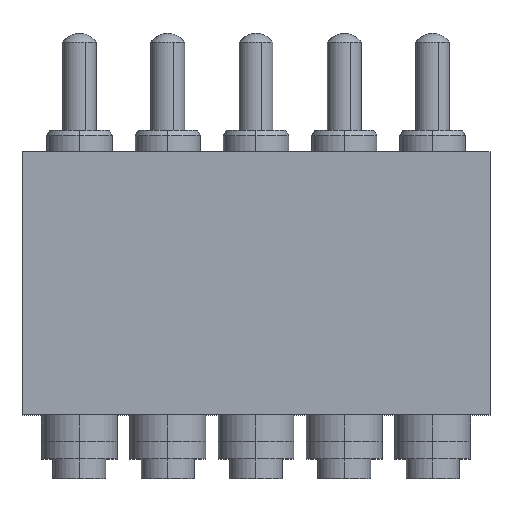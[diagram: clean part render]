
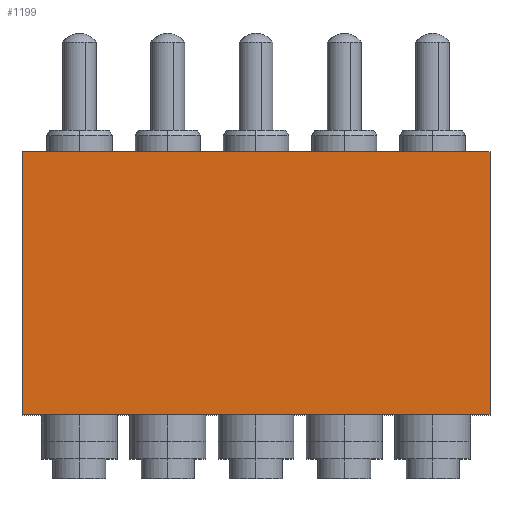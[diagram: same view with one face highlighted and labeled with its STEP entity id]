
A CAD part, top view. The second image highlights one B-rep face of the part: STEP entity #1199.
In plain terms, the highlighted planar face has unit normal (0, 0, 1).
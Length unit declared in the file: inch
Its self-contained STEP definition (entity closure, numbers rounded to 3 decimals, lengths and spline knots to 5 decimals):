
#79 = VECTOR ( 'NONE', #701, 39.37008 ) ;
#113 = CARTESIAN_POINT ( 'NONE',  ( 0., -0.149, 0. ) ) ;
#152 = CARTESIAN_POINT ( 'NONE',  ( 0.265, -0.149, 0. ) ) ;
#199 = CARTESIAN_POINT ( 'NONE',  ( 0., 0., 0. ) ) ;
#252 = CARTESIAN_POINT ( 'NONE',  ( 0.265, 0., 0. ) ) ;
#286 = LINE ( 'NONE', #1071, #670 ) ;
#387 = VERTEX_POINT ( 'NONE', #1315 ) ;
#395 = VERTEX_POINT ( 'NONE', #252 ) ;
#425 = CARTESIAN_POINT ( 'NONE',  ( 0.265, -0.149, 0. ) ) ;
#489 = ORIENTED_EDGE ( 'NONE', *, *, #1730, .T. ) ;
#497 = DIRECTION ( 'NONE',  ( 1., 0., 0. ) ) ;
#631 = EDGE_CURVE ( 'NONE', #716, #395, #1209, .T. ) ;
#633 = VERTEX_POINT ( 'NONE', #152 ) ;
#670 = VECTOR ( 'NONE', #1100, 39.37008 ) ;
#701 = DIRECTION ( 'NONE',  ( 1., 0., 0. ) ) ;
#716 = VERTEX_POINT ( 'NONE', #199 ) ;
#832 = EDGE_LOOP ( 'NONE', ( #1024, #1549, #1004, #489 ) ) ;
#892 = CARTESIAN_POINT ( 'NONE',  ( 0., -0.149, 0. ) ) ;
#925 = PLANE ( 'NONE',  #1644 ) ;
#1004 = ORIENTED_EDGE ( 'NONE', *, *, #1147, .T. ) ;
#1019 = LINE ( 'NONE', #892, #1167 ) ;
#1024 = ORIENTED_EDGE ( 'NONE', *, *, #631, .F. ) ;
#1064 = FACE_OUTER_BOUND ( 'NONE', #832, .T. ) ;
#1071 = CARTESIAN_POINT ( 'NONE',  ( 0., -0.149, 0. ) ) ;
#1100 = DIRECTION ( 'NONE',  ( 0., 1., 0. ) ) ;
#1124 = LINE ( 'NONE', #425, #1364 ) ;
#1147 = EDGE_CURVE ( 'NONE', #387, #633, #1019, .T. ) ;
#1167 = VECTOR ( 'NONE', #1204, 39.37008 ) ;
#1199 = ADVANCED_FACE ( 'NONE', ( #1064 ), #925, .T. ) ;
#1204 = DIRECTION ( 'NONE',  ( 1., 0., 0. ) ) ;
#1209 = LINE ( 'NONE', #1216, #79 ) ;
#1216 = CARTESIAN_POINT ( 'NONE',  ( 0., 0., 0. ) ) ;
#1315 = CARTESIAN_POINT ( 'NONE',  ( 0., -0.149, 0. ) ) ;
#1330 = EDGE_CURVE ( 'NONE', #387, #716, #286, .T. ) ;
#1364 = VECTOR ( 'NONE', #1469, 39.37008 ) ;
#1469 = DIRECTION ( 'NONE',  ( 0., 1., 0. ) ) ;
#1549 = ORIENTED_EDGE ( 'NONE', *, *, #1330, .F. ) ;
#1604 = DIRECTION ( 'NONE',  ( 0., 0., 1. ) ) ;
#1644 = AXIS2_PLACEMENT_3D ( 'NONE', #113, #1604, #497 ) ;
#1730 = EDGE_CURVE ( 'NONE', #633, #395, #1124, .T. ) ;
